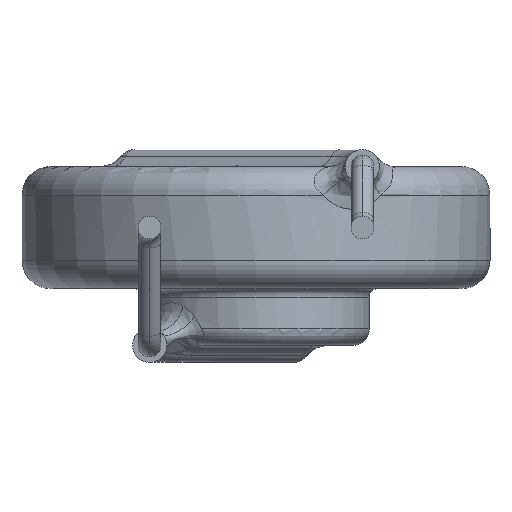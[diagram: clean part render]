
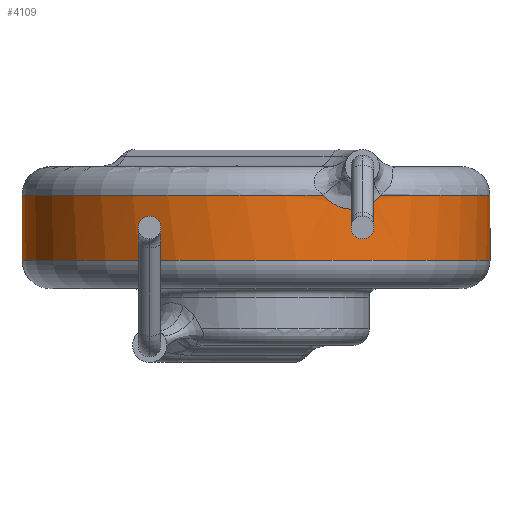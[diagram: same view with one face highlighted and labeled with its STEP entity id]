
A CAD part, front view. The second image highlights one B-rep face of the part: STEP entity #4109.
In plain terms, the highlighted cylindrical face has radius 8.25 mm (diameter 16.5 mm), a partial arc.
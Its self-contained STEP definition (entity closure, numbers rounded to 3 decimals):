
#55 = VERTEX_POINT ( 'NONE', #7274 ) ;
#208 = CYLINDRICAL_SURFACE ( 'NONE', #3064, 8.25 ) ;
#397 = EDGE_CURVE ( 'NONE', #7059, #822, #4829, .T. ) ;
#408 = DIRECTION ( 'NONE',  ( 0., 0., -1. ) ) ;
#669 = VERTEX_POINT ( 'NONE', #8701 ) ;
#789 = EDGE_CURVE ( 'NONE', #8693, #7059, #9194, .T. ) ;
#822 = VERTEX_POINT ( 'NONE', #4100 ) ;
#1036 = AXIS2_PLACEMENT_3D ( 'NONE', #6432, #10573, #6322 ) ;
#1370 = EDGE_CURVE ( 'NONE', #8693, #1550, #8754, .T. ) ;
#1550 = VERTEX_POINT ( 'NONE', #8432 ) ;
#1562 = B_SPLINE_CURVE_WITH_KNOTS ( 'NONE', 3,
 ( #2417, #2204, #10878, #4951, #8254, #5684, #3217, #1577, #10768, #7516, #7358, #10042, #4776, #9986 ),
 .UNSPECIFIED., .F., .F.,
 ( 4, 2, 2, 2, 2, 2, 4 ),
 ( 0., 0.001, 0.001, 0.001, 0.002, 0.002, 0.002 ),
 .UNSPECIFIED. ) ;
#1577 = CARTESIAN_POINT ( 'NONE',  ( 3.312, -7.557, 0.648 ) ) ;
#1669 = EDGE_CURVE ( 'NONE', #1550, #669, #1562, .T. ) ;
#1823 = CARTESIAN_POINT ( 'NONE',  ( 0., 0., 1.15 ) ) ;
#1955 = AXIS2_PLACEMENT_3D ( 'NONE', #1823, #4238, #8545 ) ;
#2204 = CARTESIAN_POINT ( 'NONE',  ( 4.266, -7.063, 0.997 ) ) ;
#2417 = CARTESIAN_POINT ( 'NONE',  ( 4.389, -6.986, 1.15 ) ) ;
#2464 = CARTESIAN_POINT ( 'NONE',  ( 8.25, 0., -7.293 ) ) ;
#2619 = DIRECTION ( 'NONE',  ( 0., 0., -1. ) ) ;
#2691 = LINE ( 'NONE', #7108, #3304 ) ;
#3024 = ORIENTED_EDGE ( 'NONE', *, *, #1669, .T. ) ;
#3064 = AXIS2_PLACEMENT_3D ( 'NONE', #4523, #2619, #10406 ) ;
#3217 = CARTESIAN_POINT ( 'NONE',  ( 3.502, -7.471, 0.652 ) ) ;
#3304 = VECTOR ( 'NONE', #3588, 1000. ) ;
#3588 = DIRECTION ( 'NONE',  ( 0., 0., -1. ) ) ;
#4071 = AXIS2_PLACEMENT_3D ( 'NONE', #9163, #408, #8940 ) ;
#4100 = CARTESIAN_POINT ( 'NONE',  ( -8.25, 0., -1.15 ) ) ;
#4109 = ADVANCED_FACE ( 'NONE', ( #9623 ), #208, .T. ) ;
#4238 = DIRECTION ( 'NONE',  ( 0., 0., -1. ) ) ;
#4523 = CARTESIAN_POINT ( 'NONE',  ( 0., 0., -7.293 ) ) ;
#4747 = ORIENTED_EDGE ( 'NONE', *, *, #10427, .T. ) ;
#4776 = CARTESIAN_POINT ( 'NONE',  ( 2.504, -7.862, 0.988 ) ) ;
#4829 = CIRCLE ( 'NONE', #4071, 8.25 ) ;
#4941 = ORIENTED_EDGE ( 'NONE', *, *, #1370, .T. ) ;
#4951 = CARTESIAN_POINT ( 'NONE',  ( 3.866, -7.289, 0.746 ) ) ;
#5224 = EDGE_CURVE ( 'NONE', #669, #55, #5889, .T. ) ;
#5377 = CARTESIAN_POINT ( 'NONE',  ( 8.25, 0., -1.15 ) ) ;
#5464 = EDGE_LOOP ( 'NONE', ( #10138, #4941, #3024, #9737, #4747, #6240 ) ) ;
#5684 = CARTESIAN_POINT ( 'NONE',  ( 3.598, -7.425, 0.666 ) ) ;
#5889 = CIRCLE ( 'NONE', #1036, 8.25 ) ;
#6240 = ORIENTED_EDGE ( 'NONE', *, *, #397, .F. ) ;
#6322 = DIRECTION ( 'NONE',  ( -1., 0., 0. ) ) ;
#6432 = CARTESIAN_POINT ( 'NONE',  ( 0., 0., 1.15 ) ) ;
#7059 = VERTEX_POINT ( 'NONE', #5377 ) ;
#7108 = CARTESIAN_POINT ( 'NONE',  ( -8.25, 0., -7.293 ) ) ;
#7274 = CARTESIAN_POINT ( 'NONE',  ( -8.25, 0., 1.15 ) ) ;
#7358 = CARTESIAN_POINT ( 'NONE',  ( 2.933, -7.712, 0.731 ) ) ;
#7516 = CARTESIAN_POINT ( 'NONE',  ( 3.028, -7.675, 0.698 ) ) ;
#8254 = CARTESIAN_POINT ( 'NONE',  ( 3.779, -7.334, 0.713 ) ) ;
#8432 = CARTESIAN_POINT ( 'NONE',  ( 4.389, -6.986, 1.15 ) ) ;
#8545 = DIRECTION ( 'NONE',  ( -1., 0., 0. ) ) ;
#8693 = VERTEX_POINT ( 'NONE', #11043 ) ;
#8701 = CARTESIAN_POINT ( 'NONE',  ( 2.373, -7.901, 1.15 ) ) ;
#8754 = CIRCLE ( 'NONE', #1955, 8.25 ) ;
#8940 = DIRECTION ( 'NONE',  ( -1., 0., 0. ) ) ;
#9163 = CARTESIAN_POINT ( 'NONE',  ( 0., 0., -1.15 ) ) ;
#9194 = LINE ( 'NONE', #2464, #9784 ) ;
#9623 = FACE_OUTER_BOUND ( 'NONE', #5464, .T. ) ;
#9737 = ORIENTED_EDGE ( 'NONE', *, *, #5224, .T. ) ;
#9784 = VECTOR ( 'NONE', #10762, 1000. ) ;
#9986 = CARTESIAN_POINT ( 'NONE',  ( 2.373, -7.901, 1.15 ) ) ;
#10042 = CARTESIAN_POINT ( 'NONE',  ( 2.666, -7.81, 0.859 ) ) ;
#10138 = ORIENTED_EDGE ( 'NONE', *, *, #789, .F. ) ;
#10406 = DIRECTION ( 'NONE',  ( -1., 0., 0. ) ) ;
#10427 = EDGE_CURVE ( 'NONE', #55, #822, #2691, .T. ) ;
#10573 = DIRECTION ( 'NONE',  ( 0., 0., -1. ) ) ;
#10762 = DIRECTION ( 'NONE',  ( 0., 0., -1. ) ) ;
#10768 = CARTESIAN_POINT ( 'NONE',  ( 3.217, -7.597, 0.657 ) ) ;
#10878 = CARTESIAN_POINT ( 'NONE',  ( 4.118, -7.151, 0.876 ) ) ;
#11043 = CARTESIAN_POINT ( 'NONE',  ( 8.25, 0., 1.15 ) ) ;
